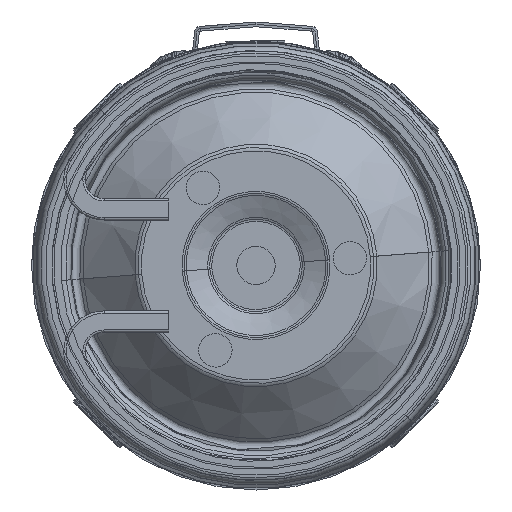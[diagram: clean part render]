
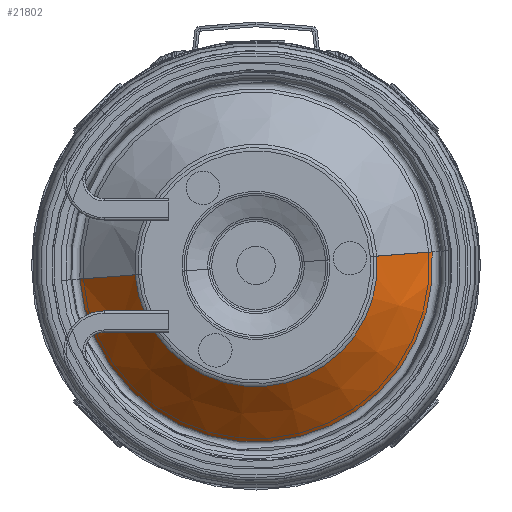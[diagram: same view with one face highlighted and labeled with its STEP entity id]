
A CAD part, front view. The second image highlights one B-rep face of the part: STEP entity #21802.
In plain terms, the highlighted conical face has half-angle 46.546 degrees and reference radius 25.375 mm.
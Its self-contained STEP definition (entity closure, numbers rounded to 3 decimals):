
#1977 = DIRECTION ( 'NONE',  ( 0., 0.688, 0.726 ) ) ;
#2441 = DIRECTION ( 'NONE',  ( 0., 0.688, -0.726 ) ) ;
#2602 = VERTEX_POINT ( 'NONE', #29686 ) ;
#2733 = DIRECTION ( 'NONE',  ( 0., 0., 1. ) ) ;
#2754 = EDGE_CURVE ( 'NONE', #2602, #7969, #40759, .T. ) ;
#5136 = VERTEX_POINT ( 'NONE', #8714 ) ;
#5761 = CARTESIAN_POINT ( 'NONE',  ( 0., 0.548, 25.376 ) ) ;
#6033 = CONICAL_SURFACE ( 'NONE', #22710, 25.376, 0.812 ) ;
#6217 = EDGE_CURVE ( 'NONE', #5136, #35418, #21636, .T. ) ;
#6273 = DIRECTION ( 'NONE',  ( 0., 0., 1. ) ) ;
#7450 = EDGE_LOOP ( 'NONE', ( #15367, #14028, #32769, #41265 ) ) ;
#7969 = VERTEX_POINT ( 'NONE', #24465 ) ;
#8714 = CARTESIAN_POINT ( 'NONE',  ( 0., 0.548, 25.376 ) ) ;
#9612 = CARTESIAN_POINT ( 'NONE',  ( 0., 0.548, 0. ) ) ;
#9638 = CIRCLE ( 'NONE', #24314, 25.376 ) ;
#14028 = ORIENTED_EDGE ( 'NONE', *, *, #30513, .T. ) ;
#15367 = ORIENTED_EDGE ( 'NONE', *, *, #2754, .F. ) ;
#16216 = CARTESIAN_POINT ( 'NONE',  ( 0., 0.548, 0. ) ) ;
#19176 = EDGE_CURVE ( 'NONE', #7969, #35418, #34007, .T. ) ;
#21636 = LINE ( 'NONE', #5761, #27389 ) ;
#21802 = ADVANCED_FACE ( 'NONE', ( #32218 ), #6033, .T. ) ;
#22710 = AXIS2_PLACEMENT_3D ( 'NONE', #9612, #25104, #6273 ) ;
#24314 = AXIS2_PLACEMENT_3D ( 'NONE', #16216, #25038, #29025 ) ;
#24465 = CARTESIAN_POINT ( 'NONE',  ( 0., 11.526, -36.962 ) ) ;
#25038 = DIRECTION ( 'NONE',  ( 0., 1., 0. ) ) ;
#25104 = DIRECTION ( 'NONE',  ( 0., 1., 0. ) ) ;
#27389 = VECTOR ( 'NONE', #1977, 1000. ) ;
#27563 = CARTESIAN_POINT ( 'NONE',  ( 0., 0.548, -25.376 ) ) ;
#29025 = DIRECTION ( 'NONE',  ( 0., 0., 1. ) ) ;
#29686 = CARTESIAN_POINT ( 'NONE',  ( 0., 0.548, -25.376 ) ) ;
#29912 = VECTOR ( 'NONE', #2441, 1000. ) ;
#29989 = AXIS2_PLACEMENT_3D ( 'NONE', #31626, #34751, #2733 ) ;
#30226 = CARTESIAN_POINT ( 'NONE',  ( 0., 11.526, 36.962 ) ) ;
#30513 = EDGE_CURVE ( 'NONE', #2602, #5136, #9638, .T. ) ;
#31626 = CARTESIAN_POINT ( 'NONE',  ( 0., 11.526, 0. ) ) ;
#32218 = FACE_OUTER_BOUND ( 'NONE', #7450, .T. ) ;
#32769 = ORIENTED_EDGE ( 'NONE', *, *, #6217, .T. ) ;
#34007 = CIRCLE ( 'NONE', #29989, 36.962 ) ;
#34751 = DIRECTION ( 'NONE',  ( 0., 1., 0. ) ) ;
#35418 = VERTEX_POINT ( 'NONE', #30226 ) ;
#40759 = LINE ( 'NONE', #27563, #29912 ) ;
#41265 = ORIENTED_EDGE ( 'NONE', *, *, #19176, .F. ) ;
